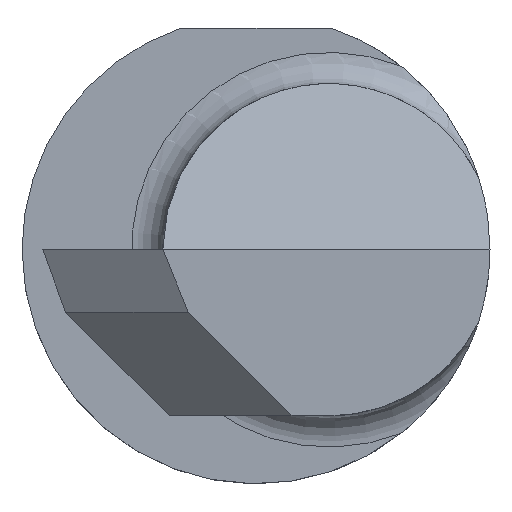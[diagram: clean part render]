
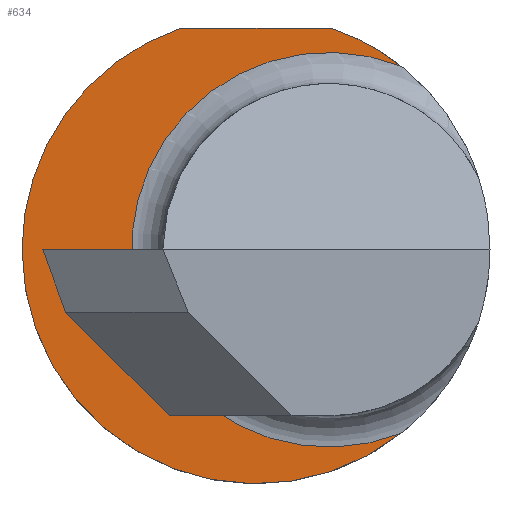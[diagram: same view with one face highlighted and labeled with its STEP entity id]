
A CAD part, left-side view. The second image highlights one B-rep face of the part: STEP entity #634.
In plain terms, the highlighted planar face has unit normal (-1, 0, 0).
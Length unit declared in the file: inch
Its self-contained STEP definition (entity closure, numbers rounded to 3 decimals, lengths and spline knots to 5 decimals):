
#5 = CARTESIAN_POINT ( 'NONE',  ( -1.4, 0., 0. ) ) ;
#6 = AXIS2_PLACEMENT_3D ( 'NONE', #842, #383, #230 ) ;
#10 = EDGE_CURVE ( 'NONE', #103, #630, #250, .T. ) ;
#42 = CARTESIAN_POINT ( 'NONE',  ( -1.4, -0.05835, 0. ) ) ;
#60 = AXIS2_PLACEMENT_3D ( 'NONE', #686, #815, #616 ) ;
#74 = DIRECTION ( 'NONE',  ( 0., 1., 0. ) ) ;
#102 = CIRCLE ( 'NONE', #60, 0.18735 ) ;
#103 = VERTEX_POINT ( 'NONE', #550 ) ;
#181 = CARTESIAN_POINT ( 'NONE',  ( -1.4, 0.21235, 0.17735 ) ) ;
#192 = CARTESIAN_POINT ( 'NONE',  ( -1.4, -0.11603, 0.1471 ) ) ;
#230 = DIRECTION ( 'NONE',  ( 0., -1., 0. ) ) ;
#243 = ORIENTED_EDGE ( 'NONE', *, *, #340, .F. ) ;
#248 = DIRECTION ( 'NONE',  ( 0., -1., 0. ) ) ;
#250 = LINE ( 'NONE', #181, #631 ) ;
#274 = ORIENTED_EDGE ( 'NONE', *, *, #10, .T. ) ;
#284 = PLANE ( 'NONE',  #307 ) ;
#288 = CARTESIAN_POINT ( 'NONE',  ( -1.4, 0.06039, 0.17735 ) ) ;
#307 = AXIS2_PLACEMENT_3D ( 'NONE', #570, #626, #633 ) ;
#320 = DIRECTION ( 'NONE',  ( -1., 0., 0. ) ) ;
#332 = ORIENTED_EDGE ( 'NONE', *, *, #414, .F. ) ;
#340 = EDGE_CURVE ( 'NONE', #832, #343, #557, .T. ) ;
#343 = VERTEX_POINT ( 'NONE', #502 ) ;
#352 = AXIS2_PLACEMENT_3D ( 'NONE', #5, #673, #677 ) ;
#360 = EDGE_CURVE ( 'NONE', #869, #832, #613, .T. ) ;
#383 = DIRECTION ( 'NONE',  ( 1., 0., 0. ) ) ;
#414 = EDGE_CURVE ( 'NONE', #343, #630, #671, .T. ) ;
#426 = FACE_OUTER_BOUND ( 'NONE', #758, .T. ) ;
#466 = ORIENTED_EDGE ( 'NONE', *, *, #872, .F. ) ;
#502 = CARTESIAN_POINT ( 'NONE',  ( -1.4, 0.18735, 0. ) ) ;
#550 = CARTESIAN_POINT ( 'NONE',  ( -1.4, -0.06039, 0.17735 ) ) ;
#557 = CIRCLE ( 'NONE', #6, 0.18735 ) ;
#570 = CARTESIAN_POINT ( 'NONE',  ( -1.4, 0.18735, 0. ) ) ;
#613 = CIRCLE ( 'NONE', #656, 0.158 ) ;
#616 = DIRECTION ( 'NONE',  ( 0., -1., 0. ) ) ;
#626 = DIRECTION ( 'NONE',  ( -1., 0., 0. ) ) ;
#630 = VERTEX_POINT ( 'NONE', #288 ) ;
#631 = VECTOR ( 'NONE', #74, 39.37008 ) ;
#633 = DIRECTION ( 'NONE',  ( 0., -1., 0. ) ) ;
#634 = ADVANCED_FACE ( 'NONE', ( #426 ), #284, .T. ) ;
#656 = AXIS2_PLACEMENT_3D ( 'NONE', #42, #320, #248 ) ;
#671 = CIRCLE ( 'NONE', #352, 0.18735 ) ;
#673 = DIRECTION ( 'NONE',  ( 1., 0., 0. ) ) ;
#677 = DIRECTION ( 'NONE',  ( 0., -1., 0. ) ) ;
#686 = CARTESIAN_POINT ( 'NONE',  ( -1.4, 0., 0. ) ) ;
#732 = CARTESIAN_POINT ( 'NONE',  ( -1.4, -0.11603, -0.1471 ) ) ;
#758 = EDGE_LOOP ( 'NONE', ( #762, #466, #274, #332, #243 ) ) ;
#762 = ORIENTED_EDGE ( 'NONE', *, *, #360, .F. ) ;
#815 = DIRECTION ( 'NONE',  ( 1., 0., 0. ) ) ;
#832 = VERTEX_POINT ( 'NONE', #732 ) ;
#842 = CARTESIAN_POINT ( 'NONE',  ( -1.4, 0., 0. ) ) ;
#869 = VERTEX_POINT ( 'NONE', #192 ) ;
#872 = EDGE_CURVE ( 'NONE', #103, #869, #102, .T. ) ;
